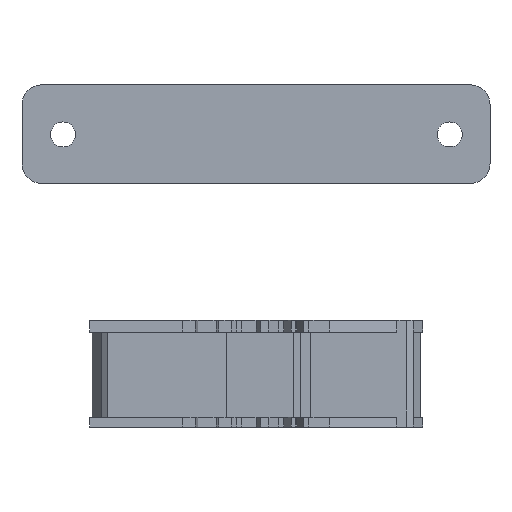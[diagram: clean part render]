
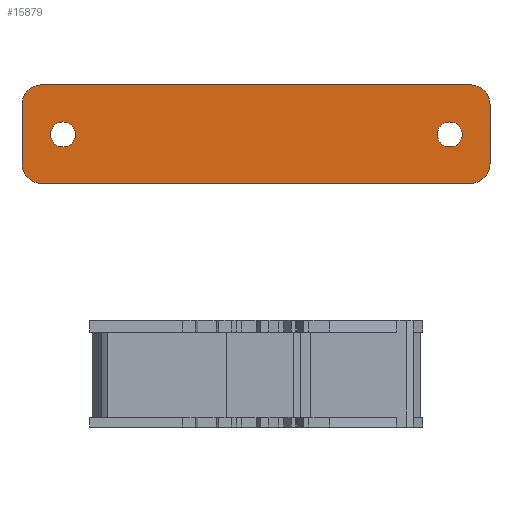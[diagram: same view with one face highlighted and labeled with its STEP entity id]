
A CAD part, front view. The second image highlights one B-rep face of the part: STEP entity #15879.
In plain terms, the highlighted planar face has unit normal (0, -1, 0).
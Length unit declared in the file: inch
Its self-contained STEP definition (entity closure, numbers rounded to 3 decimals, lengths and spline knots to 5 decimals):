
#83 = CARTESIAN_POINT ( 'NONE',  ( -1.9685, 0., 2.95634 ) ) ;
#352 = DIRECTION ( 'NONE',  ( 0., 0., -1. ) ) ;
#365 = DIRECTION ( 'NONE',  ( -1., 0., 0. ) ) ;
#389 = EDGE_CURVE ( 'NONE', #17940, #17281, #11844, .T. ) ;
#552 = DIRECTION ( 'NONE',  ( 0., -1., 0. ) ) ;
#633 = VECTOR ( 'NONE', #365, 39.37008 ) ;
#881 = LINE ( 'NONE', #9310, #14274 ) ;
#1037 = VERTEX_POINT ( 'NONE', #18274 ) ;
#1063 = DIRECTION ( 'NONE',  ( 0., -1., 0. ) ) ;
#1409 = CARTESIAN_POINT ( 'NONE',  ( 2.17813, 0., 3.33366 ) ) ;
#1515 = CARTESIAN_POINT ( 'NONE',  ( 1.9685, 0., 2.82908 ) ) ;
#1609 = FACE_BOUND ( 'NONE', #14054, .T. ) ;
#1693 = VERTEX_POINT ( 'NONE', #83 ) ;
#1932 = EDGE_CURVE ( 'NONE', #1693, #15132, #5358, .T. ) ;
#1985 = CARTESIAN_POINT ( 'NONE',  ( -2.38565, 0., 2.32972 ) ) ;
#2398 = DIRECTION ( 'NONE',  ( 0., 0., 1. ) ) ;
#2543 = CARTESIAN_POINT ( 'NONE',  ( -2.18565, 0., 3.33366 ) ) ;
#3078 = EDGE_CURVE ( 'NONE', #15452, #22239, #21529, .T. ) ;
#3203 = CARTESIAN_POINT ( 'NONE',  ( -2.38565, 0., 3.33366 ) ) ;
#3461 = CIRCLE ( 'NONE', #5684, 0.2 ) ;
#3557 = CARTESIAN_POINT ( 'NONE',  ( 2.37813, 0., 3.13366 ) ) ;
#3589 = ORIENTED_EDGE ( 'NONE', *, *, #8518, .T. ) ;
#4827 = DIRECTION ( 'NONE',  ( 0., 0., 1. ) ) ;
#4936 = CARTESIAN_POINT ( 'NONE',  ( -1.9685, 0., 2.82908 ) ) ;
#4954 = EDGE_CURVE ( 'NONE', #21795, #17679, #7308, .T. ) ;
#5058 = DIRECTION ( 'NONE',  ( 0., 1., 0. ) ) ;
#5079 = DIRECTION ( 'NONE',  ( 0., -1., 0. ) ) ;
#5123 = CARTESIAN_POINT ( 'NONE',  ( -2.18565, 0., 2.32972 ) ) ;
#5358 = CIRCLE ( 'NONE', #11922, 0.12726 ) ;
#5495 = VECTOR ( 'NONE', #352, 39.37008 ) ;
#5515 = EDGE_CURVE ( 'NONE', #14953, #17281, #881, .T. ) ;
#5555 = VERTEX_POINT ( 'NONE', #14790 ) ;
#5684 = AXIS2_PLACEMENT_3D ( 'NONE', #19850, #552, #2398 ) ;
#5890 = DIRECTION ( 'NONE',  ( 0., 0., 1. ) ) ;
#5956 = CARTESIAN_POINT ( 'NONE',  ( 1.9685, 0., 2.95634 ) ) ;
#6051 = DIRECTION ( 'NONE',  ( 0., 0., 1. ) ) ;
#6164 = CARTESIAN_POINT ( 'NONE',  ( 2.17813, 0., 3.13366 ) ) ;
#6182 = ORIENTED_EDGE ( 'NONE', *, *, #17450, .T. ) ;
#6284 = CARTESIAN_POINT ( 'NONE',  ( -2.18565, 0., 2.52972 ) ) ;
#6376 = PLANE ( 'NONE',  #10234 ) ;
#6692 = DIRECTION ( 'NONE',  ( 0., 0., 1. ) ) ;
#6806 = CARTESIAN_POINT ( 'NONE',  ( -2.18565, 0., 3.13366 ) ) ;
#6910 = AXIS2_PLACEMENT_3D ( 'NONE', #1515, #17259, #8571 ) ;
#7210 = VECTOR ( 'NONE', #22573, 39.37008 ) ;
#7308 = CIRCLE ( 'NONE', #10945, 0.2 ) ;
#7518 = ORIENTED_EDGE ( 'NONE', *, *, #389, .T. ) ;
#7791 = DIRECTION ( 'NONE',  ( 0., -1., 0. ) ) ;
#8439 = FACE_OUTER_BOUND ( 'NONE', #10513, .T. ) ;
#8506 = CIRCLE ( 'NONE', #21666, 0.2 ) ;
#8518 = EDGE_CURVE ( 'NONE', #15132, #1693, #11071, .T. ) ;
#8571 = DIRECTION ( 'NONE',  ( 0., 0., 1. ) ) ;
#8643 = EDGE_LOOP ( 'NONE', ( #15109, #21843 ) ) ;
#9029 = LINE ( 'NONE', #1985, #633 ) ;
#9103 = ORIENTED_EDGE ( 'NONE', *, *, #5515, .F. ) ;
#9180 = EDGE_CURVE ( 'NONE', #22239, #15452, #9935, .T. ) ;
#9310 = CARTESIAN_POINT ( 'NONE',  ( -2.38565, 0., 2.32972 ) ) ;
#9935 = CIRCLE ( 'NONE', #13234, 0.12726 ) ;
#10234 = AXIS2_PLACEMENT_3D ( 'NONE', #11963, #18714, #20537 ) ;
#10513 = EDGE_LOOP ( 'NONE', ( #9103, #6182, #18583, #14580, #16911, #19794, #11270, #7518 ) ) ;
#10945 = AXIS2_PLACEMENT_3D ( 'NONE', #6164, #1063, #6051 ) ;
#11071 = CIRCLE ( 'NONE', #19831, 0.12726 ) ;
#11270 = ORIENTED_EDGE ( 'NONE', *, *, #11415, .F. ) ;
#11316 = DIRECTION ( 'NONE',  ( 0., 0., 1. ) ) ;
#11415 = EDGE_CURVE ( 'NONE', #17940, #17679, #15582, .T. ) ;
#11844 = CIRCLE ( 'NONE', #12214, 0.2 ) ;
#11917 = DIRECTION ( 'NONE',  ( 0., 1., 0. ) ) ;
#11918 = DIRECTION ( 'NONE',  ( 0., 0., 1. ) ) ;
#11922 = AXIS2_PLACEMENT_3D ( 'NONE', #4936, #11917, #4827 ) ;
#11963 = CARTESIAN_POINT ( 'NONE',  ( 0., 0., 0. ) ) ;
#12214 = AXIS2_PLACEMENT_3D ( 'NONE', #6806, #5079, #6692 ) ;
#12621 = DIRECTION ( 'NONE',  ( 0., 1., 0. ) ) ;
#13227 = CARTESIAN_POINT ( 'NONE',  ( -2.38565, 0., 2.52972 ) ) ;
#13234 = AXIS2_PLACEMENT_3D ( 'NONE', #19598, #12621, #18025 ) ;
#13697 = CARTESIAN_POINT ( 'NONE',  ( -2.38565, 0., 3.13366 ) ) ;
#14054 = EDGE_LOOP ( 'NONE', ( #19657, #3589 ) ) ;
#14133 = VERTEX_POINT ( 'NONE', #5123 ) ;
#14274 = VECTOR ( 'NONE', #5890, 39.37008 ) ;
#14580 = ORIENTED_EDGE ( 'NONE', *, *, #19124, .T. ) ;
#14790 = CARTESIAN_POINT ( 'NONE',  ( 2.17813, 0., 2.32972 ) ) ;
#14896 = EDGE_CURVE ( 'NONE', #21795, #1037, #19295, .T. ) ;
#14953 = VERTEX_POINT ( 'NONE', #13227 ) ;
#15109 = ORIENTED_EDGE ( 'NONE', *, *, #9180, .T. ) ;
#15132 = VERTEX_POINT ( 'NONE', #19492 ) ;
#15452 = VERTEX_POINT ( 'NONE', #18321 ) ;
#15582 = LINE ( 'NONE', #3203, #7210 ) ;
#15879 = ADVANCED_FACE ( 'NONE', ( #1609, #20655, #8439 ), #6376, .F. ) ;
#16911 = ORIENTED_EDGE ( 'NONE', *, *, #14896, .F. ) ;
#17259 = DIRECTION ( 'NONE',  ( 0., 1., 0. ) ) ;
#17281 = VERTEX_POINT ( 'NONE', #13697 ) ;
#17310 = CARTESIAN_POINT ( 'NONE',  ( -1.9685, 0., 2.82908 ) ) ;
#17450 = EDGE_CURVE ( 'NONE', #14953, #14133, #8506, .T. ) ;
#17679 = VERTEX_POINT ( 'NONE', #1409 ) ;
#17730 = CARTESIAN_POINT ( 'NONE',  ( 2.37813, 0., 2.32972 ) ) ;
#17940 = VERTEX_POINT ( 'NONE', #2543 ) ;
#18025 = DIRECTION ( 'NONE',  ( 0., 0., 1. ) ) ;
#18274 = CARTESIAN_POINT ( 'NONE',  ( 2.37813, 0., 2.52972 ) ) ;
#18321 = CARTESIAN_POINT ( 'NONE',  ( 1.9685, 0., 2.70183 ) ) ;
#18583 = ORIENTED_EDGE ( 'NONE', *, *, #22463, .F. ) ;
#18714 = DIRECTION ( 'NONE',  ( 0., 1., 0. ) ) ;
#19124 = EDGE_CURVE ( 'NONE', #5555, #1037, #3461, .T. ) ;
#19295 = LINE ( 'NONE', #17730, #5495 ) ;
#19492 = CARTESIAN_POINT ( 'NONE',  ( -1.9685, 0., 2.70183 ) ) ;
#19598 = CARTESIAN_POINT ( 'NONE',  ( 1.9685, 0., 2.82908 ) ) ;
#19657 = ORIENTED_EDGE ( 'NONE', *, *, #1932, .T. ) ;
#19794 = ORIENTED_EDGE ( 'NONE', *, *, #4954, .T. ) ;
#19831 = AXIS2_PLACEMENT_3D ( 'NONE', #17310, #5058, #11918 ) ;
#19850 = CARTESIAN_POINT ( 'NONE',  ( 2.17813, 0., 2.52972 ) ) ;
#20537 = DIRECTION ( 'NONE',  ( 0., 0., 1. ) ) ;
#20655 = FACE_BOUND ( 'NONE', #8643, .T. ) ;
#21529 = CIRCLE ( 'NONE', #6910, 0.12726 ) ;
#21666 = AXIS2_PLACEMENT_3D ( 'NONE', #6284, #7791, #11316 ) ;
#21795 = VERTEX_POINT ( 'NONE', #3557 ) ;
#21843 = ORIENTED_EDGE ( 'NONE', *, *, #3078, .T. ) ;
#22239 = VERTEX_POINT ( 'NONE', #5956 ) ;
#22463 = EDGE_CURVE ( 'NONE', #5555, #14133, #9029, .T. ) ;
#22573 = DIRECTION ( 'NONE',  ( 1., 0., 0. ) ) ;
